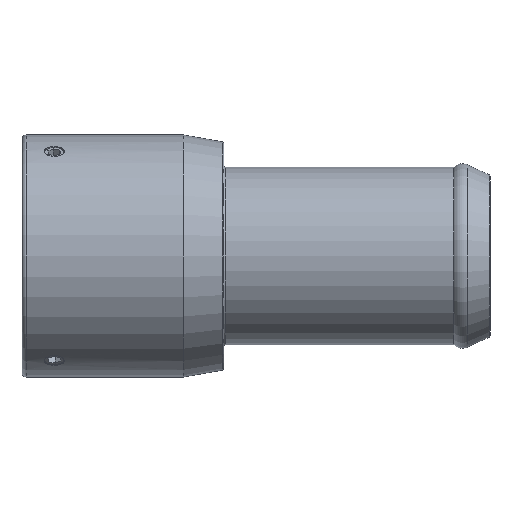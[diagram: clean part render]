
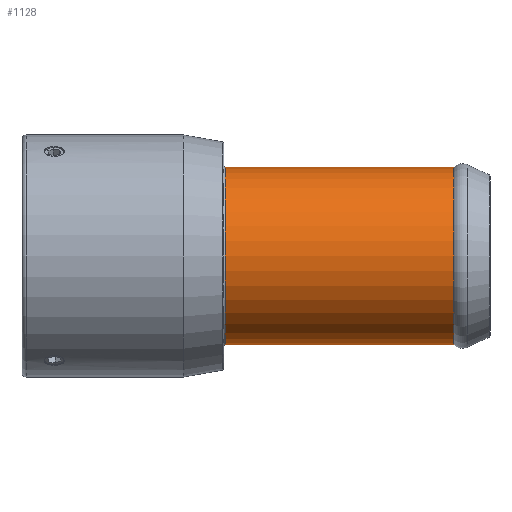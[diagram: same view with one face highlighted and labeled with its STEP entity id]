
A CAD part, front view. The second image highlights one B-rep face of the part: STEP entity #1128.
In plain terms, the highlighted cylindrical face has radius 11 mm (diameter 22 mm), a full revolution.
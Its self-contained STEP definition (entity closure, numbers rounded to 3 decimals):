
#147=LINE('',#2139,#208);
#208=VECTOR('',#1549,11.);
#221=CYLINDRICAL_SURFACE('',#1262,11.);
#274=FACE_OUTER_BOUND('',#340,.T.);
#340=EDGE_LOOP('',(#939,#940,#941,#942,#943,#944,#945));
#398=CIRCLE('',#1245,11.);
#399=CIRCLE('',#1246,11.);
#407=CIRCLE('',#1258,11.);
#409=CIRCLE('',#1260,11.);
#410=CIRCLE('',#1261,11.);
#516=VERTEX_POINT('',#2107);
#517=VERTEX_POINT('',#2109);
#524=VERTEX_POINT('',#2131);
#525=VERTEX_POINT('',#2132);
#526=VERTEX_POINT('',#2135);
#661=EDGE_CURVE('',#517,#516,#398,.T.);
#662=EDGE_CURVE('',#516,#517,#399,.T.);
#672=EDGE_CURVE('',#524,#525,#407,.T.);
#674=EDGE_CURVE('',#525,#526,#409,.T.);
#675=EDGE_CURVE('',#526,#524,#410,.T.);
#676=EDGE_CURVE('',#526,#516,#147,.T.);
#939=ORIENTED_EDGE('',*,*,#672,.F.);
#940=ORIENTED_EDGE('',*,*,#675,.F.);
#941=ORIENTED_EDGE('',*,*,#676,.T.);
#942=ORIENTED_EDGE('',*,*,#662,.T.);
#943=ORIENTED_EDGE('',*,*,#661,.T.);
#944=ORIENTED_EDGE('',*,*,#676,.F.);
#945=ORIENTED_EDGE('',*,*,#674,.F.);
#1128=ADVANCED_FACE('',(#274),#221,.T.);
#1245=AXIS2_PLACEMENT_3D('',#2110,#1511,#1512);
#1246=AXIS2_PLACEMENT_3D('',#2111,#1513,#1514);
#1258=AXIS2_PLACEMENT_3D('',#2133,#1539,#1540);
#1260=AXIS2_PLACEMENT_3D('',#2136,#1543,#1544);
#1261=AXIS2_PLACEMENT_3D('',#2137,#1545,#1546);
#1262=AXIS2_PLACEMENT_3D('',#2138,#1547,#1548);
#1511=DIRECTION('center_axis',(-1.,0.,0.));
#1512=DIRECTION('ref_axis',(0.,-0.5,0.866));
#1513=DIRECTION('center_axis',(-1.,0.,0.));
#1514=DIRECTION('ref_axis',(0.,-0.5,0.866));
#1539=DIRECTION('center_axis',(-1.,0.,0.));
#1540=DIRECTION('ref_axis',(0.,-0.866,-0.5));
#1543=DIRECTION('center_axis',(-1.,0.,0.));
#1544=DIRECTION('ref_axis',(0.,-0.866,-0.5));
#1545=DIRECTION('center_axis',(-1.,0.,0.));
#1546=DIRECTION('ref_axis',(0.,-0.866,-0.5));
#1547=DIRECTION('center_axis',(-1.,0.,0.));
#1548=DIRECTION('ref_axis',(0.,0.866,0.5));
#1549=DIRECTION('',(1.,0.,0.));
#2107=CARTESIAN_POINT('',(82.,-9.526,-5.5));
#2109=CARTESIAN_POINT('',(82.,9.526,5.5));
#2110=CARTESIAN_POINT('Origin',(82.,0.,0.));
#2111=CARTESIAN_POINT('Origin',(82.,0.,0.));
#2131=CARTESIAN_POINT('',(53.7,9.526,5.5));
#2132=CARTESIAN_POINT('',(53.7,5.5,-9.526));
#2133=CARTESIAN_POINT('Origin',(53.7,0.,0.));
#2135=CARTESIAN_POINT('',(53.7,-9.526,-5.5));
#2136=CARTESIAN_POINT('Origin',(53.7,0.,0.));
#2137=CARTESIAN_POINT('Origin',(53.7,0.,0.));
#2138=CARTESIAN_POINT('Origin',(67.75,0.,0.));
#2139=CARTESIAN_POINT('',(67.75,-9.526,-5.5));
